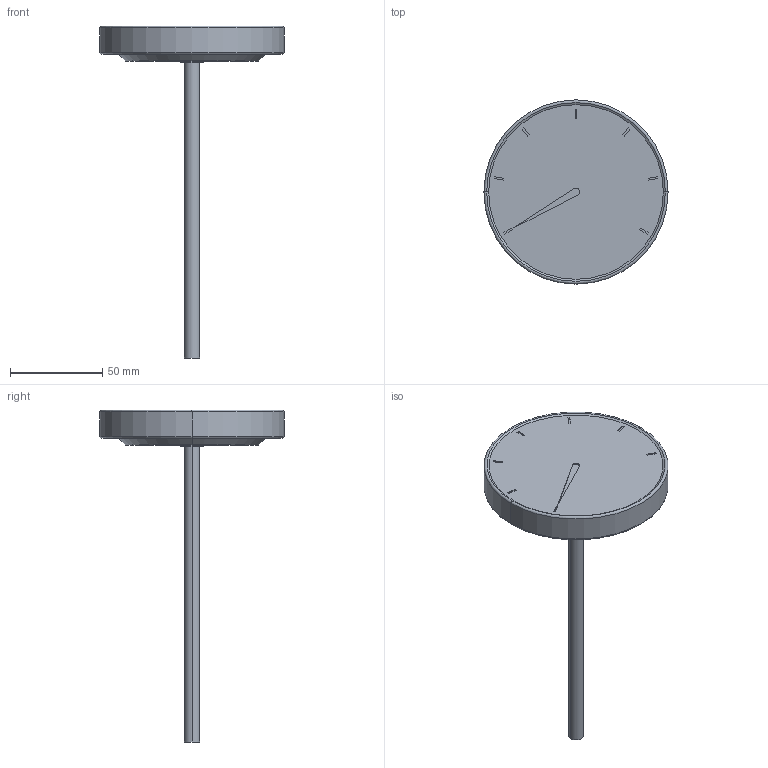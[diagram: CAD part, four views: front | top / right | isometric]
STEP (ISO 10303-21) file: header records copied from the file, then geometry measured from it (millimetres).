
FILE_DESCRIPTION (( 'STEP AP214' ), '1' );
FILE_NAME ('TR100.STEP', '2013-02-19T08:28:10', ( 'Uzivatel' ), ( '' ), 'SwSTEP 2.0', 'SolidWorks 2012', '' );
FILE_SCHEMA (( 'AUTOMOTIVE_DESIGN' ));
Length unit declared in the file: millimetre
Products named in the file (1): TR100
Bounding box: 100 x 100 x 180.27 mm (x, y, z)
Volume: 140977.8 mm3; surface area: 24913.1 mm2
Topology: 1 solids, 1 shells, 63 faces, 140 edges, 90 vertices
Faces by surface type: plane 43, cylinder 8, torus 8, cone 4
Entity records: 1777 total; most frequent: DIRECTION 306, CARTESIAN_POINT 294, ORIENTED_EDGE 280, EDGE_CURVE 140, AXIS2_PLACEMENT_3D 102, LINE 102, VECTOR 102, VERTEX_POINT 90
